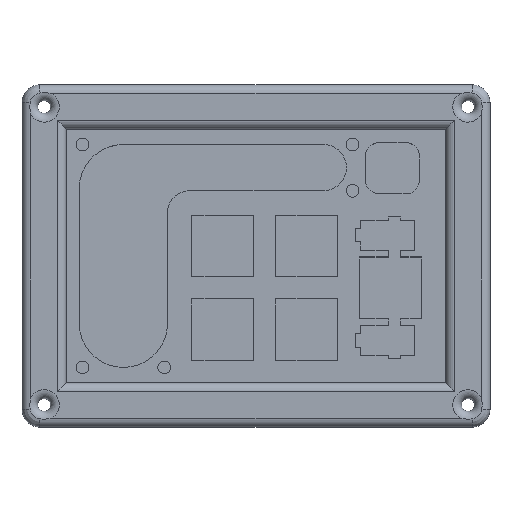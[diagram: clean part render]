
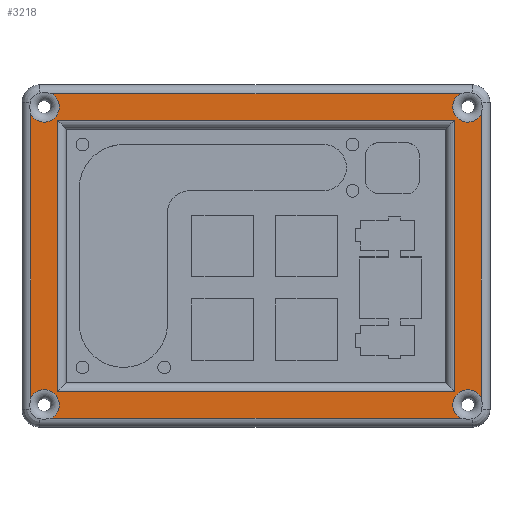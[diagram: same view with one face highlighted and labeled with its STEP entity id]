
A CAD part, top view. The second image highlights one B-rep face of the part: STEP entity #3218.
In plain terms, the highlighted planar face has unit normal (0, 0, 1).
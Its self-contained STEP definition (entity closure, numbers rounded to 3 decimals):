
#103=FACE_BOUND('',#555,.T.);
#203=PLANE('',#3511);
#351=FACE_OUTER_BOUND('',#554,.T.);
#554=EDGE_LOOP('',(#2845,#2846,#2847,#2848,#2849,#2850,#2851,#2852,#2853,
#2854));
#555=EDGE_LOOP('',(#2855,#2856,#2857,#2858));
#851=LINE('',#5120,#1179);
#854=LINE('',#5180,#1182);
#858=LINE('',#5255,#1186);
#861=LINE('',#5308,#1189);
#863=LINE('',#5316,#1191);
#865=LINE('',#5322,#1193);
#868=LINE('',#5328,#1196);
#874=LINE('',#5340,#1202);
#1179=VECTOR('',#4160,10.);
#1182=VECTOR('',#4187,10.);
#1186=VECTOR('',#4215,10.);
#1189=VECTOR('',#4244,10.);
#1191=VECTOR('',#4252,10.);
#1193=VECTOR('',#4258,10.);
#1196=VECTOR('',#4265,10.);
#1202=VECTOR('',#4277,10.);
#1322=CIRCLE('',#3460,3.45);
#1328=CIRCLE('',#3469,3.45);
#1332=CIRCLE('',#3473,3.45);
#1337=CIRCLE('',#3481,3.45);
#1345=CIRCLE('',#3492,3.45);
#1349=CIRCLE('',#3496,3.45);
#1577=VERTEX_POINT('',#5074);
#1578=VERTEX_POINT('',#5083);
#1582=VERTEX_POINT('',#5119);
#1586=VERTEX_POINT('',#5138);
#1589=VERTEX_POINT('',#5145);
#1592=VERTEX_POINT('',#5179);
#1597=VERTEX_POINT('',#5199);
#1598=VERTEX_POINT('',#5208);
#1606=VERTEX_POINT('',#5261);
#1609=VERTEX_POINT('',#5268);
#1613=VERTEX_POINT('',#5306);
#1614=VERTEX_POINT('',#5307);
#1617=VERTEX_POINT('',#5315);
#1619=VERTEX_POINT('',#5321);
#1978=EDGE_CURVE('',#1577,#1578,#1322,.T.);
#1984=EDGE_CURVE('',#1578,#1582,#851,.T.);
#1990=EDGE_CURVE('',#1582,#1586,#1328,.T.);
#1994=EDGE_CURVE('',#1586,#1589,#1332,.T.);
#1999=EDGE_CURVE('',#1589,#1592,#854,.T.);
#2006=EDGE_CURVE('',#1597,#1598,#1337,.T.);
#2017=EDGE_CURVE('',#1598,#1577,#858,.T.);
#2020=EDGE_CURVE('',#1592,#1606,#1345,.T.);
#2024=EDGE_CURVE('',#1606,#1609,#1349,.T.);
#2031=EDGE_CURVE('',#1613,#1614,#861,.T.);
#2035=EDGE_CURVE('',#1614,#1617,#863,.T.);
#2038=EDGE_CURVE('',#1617,#1619,#865,.T.);
#2042=EDGE_CURVE('',#1619,#1613,#868,.T.);
#2048=EDGE_CURVE('',#1609,#1597,#874,.T.);
#2845=ORIENTED_EDGE('',*,*,#1978,.F.);
#2846=ORIENTED_EDGE('',*,*,#2017,.F.);
#2847=ORIENTED_EDGE('',*,*,#2006,.F.);
#2848=ORIENTED_EDGE('',*,*,#2048,.F.);
#2849=ORIENTED_EDGE('',*,*,#2024,.F.);
#2850=ORIENTED_EDGE('',*,*,#2020,.F.);
#2851=ORIENTED_EDGE('',*,*,#1999,.F.);
#2852=ORIENTED_EDGE('',*,*,#1994,.F.);
#2853=ORIENTED_EDGE('',*,*,#1990,.F.);
#2854=ORIENTED_EDGE('',*,*,#1984,.F.);
#2855=ORIENTED_EDGE('',*,*,#2031,.F.);
#2856=ORIENTED_EDGE('',*,*,#2042,.F.);
#2857=ORIENTED_EDGE('',*,*,#2038,.F.);
#2858=ORIENTED_EDGE('',*,*,#2035,.F.);
#3218=ADVANCED_FACE('',(#351,#103),#203,.T.);
#3460=AXIS2_PLACEMENT_3D('',#5084,#4150,#4151);
#3469=AXIS2_PLACEMENT_3D('',#5139,#4171,#4172);
#3473=AXIS2_PLACEMENT_3D('',#5146,#4179,#4180);
#3481=AXIS2_PLACEMENT_3D('',#5209,#4198,#4199);
#3492=AXIS2_PLACEMENT_3D('',#5262,#4223,#4224);
#3496=AXIS2_PLACEMENT_3D('',#5269,#4231,#4232);
#3511=AXIS2_PLACEMENT_3D('',#5339,#4275,#4276);
#4150=DIRECTION('center_axis',(0.,0.,1.));
#4151=DIRECTION('ref_axis',(1.,0.,0.));
#4160=DIRECTION('',(-1.,0.,0.));
#4171=DIRECTION('center_axis',(0.,0.,1.));
#4172=DIRECTION('ref_axis',(1.,0.,0.));
#4179=DIRECTION('center_axis',(0.,0.,1.));
#4180=DIRECTION('ref_axis',(1.,0.,0.));
#4187=DIRECTION('',(0.,1.,0.));
#4198=DIRECTION('center_axis',(0.,0.,1.));
#4199=DIRECTION('ref_axis',(1.,0.,0.));
#4215=DIRECTION('',(0.,-1.,0.));
#4223=DIRECTION('center_axis',(0.,0.,1.));
#4224=DIRECTION('ref_axis',(1.,0.,0.));
#4231=DIRECTION('center_axis',(0.,0.,1.));
#4232=DIRECTION('ref_axis',(1.,0.,0.));
#4244=DIRECTION('',(-1.,0.,0.));
#4252=DIRECTION('',(0.,-1.,0.));
#4258=DIRECTION('',(1.,0.,0.));
#4265=DIRECTION('',(0.,1.,0.));
#4275=DIRECTION('center_axis',(0.,0.,1.));
#4276=DIRECTION('ref_axis',(1.,0.,0.));
#4277=DIRECTION('',(1.,0.,0.));
#5074=CARTESIAN_POINT('',(94.,-3.296,19.));
#5083=CARTESIAN_POINT('',(89.296,-8.,19.));
#5084=CARTESIAN_POINT('Origin',(91.,-5.,19.));
#5119=CARTESIAN_POINT('',(-3.296,-8.,19.));
#5120=CARTESIAN_POINT('',(16.5,-8.,19.));
#5138=CARTESIAN_POINT('',(-1.55,-5.,19.));
#5139=CARTESIAN_POINT('Origin',(-5.,-5.,19.));
#5145=CARTESIAN_POINT('',(-8.,-3.296,19.));
#5146=CARTESIAN_POINT('Origin',(-5.,-5.,19.));
#5179=CARTESIAN_POINT('',(-8.,60.796,19.));
#5180=CARTESIAN_POINT('',(-8.,48.125,19.));
#5199=CARTESIAN_POINT('',(89.296,65.5,19.));
#5208=CARTESIAN_POINT('',(94.,60.796,19.));
#5209=CARTESIAN_POINT('Origin',(91.,62.5,19.));
#5255=CARTESIAN_POINT('',(94.,9.375,19.));
#5261=CARTESIAN_POINT('',(-1.55,62.5,19.));
#5262=CARTESIAN_POINT('Origin',(-5.,62.5,19.));
#5268=CARTESIAN_POINT('',(-3.296,65.5,19.));
#5269=CARTESIAN_POINT('Origin',(-5.,62.5,19.));
#5306=CARTESIAN_POINT('',(88.,59.5,19.));
#5307=CARTESIAN_POINT('',(-2.,59.5,19.));
#5308=CARTESIAN_POINT('',(21.5,59.5,19.));
#5315=CARTESIAN_POINT('',(-2.,-2.,19.));
#5316=CARTESIAN_POINT('',(-2.,14.375,19.));
#5321=CARTESIAN_POINT('',(88.,-2.,19.));
#5322=CARTESIAN_POINT('',(64.5,-2.,19.));
#5328=CARTESIAN_POINT('',(88.,43.125,19.));
#5339=CARTESIAN_POINT('Origin',(43.,28.75,19.));
#5340=CARTESIAN_POINT('',(69.5,65.5,19.));
